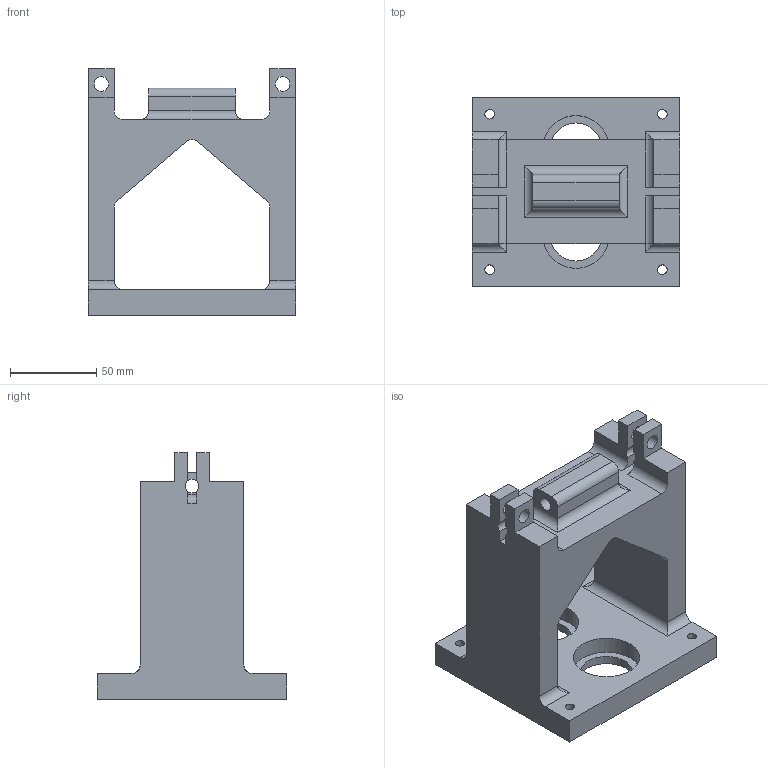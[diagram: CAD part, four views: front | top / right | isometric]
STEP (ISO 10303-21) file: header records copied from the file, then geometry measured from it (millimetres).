
FILE_DESCRIPTION(/* description */ ('Unknown'),/* implementation_level */ '2;1');
FILE_NAME(/* name */ 'Adapter',/* time_stamp */ '2023-02-26T22:07:56-05:00',/* author */ ('Unknown'),/* organization */ ('Unknown'),/* preprocessor_version */ 'ST-DEVELOPER v18.1',/* originating_system */ 'Solid Edge',/* authorisation */ 'Unknown');
FILE_SCHEMA (('AUTOMOTIVE_DESIGN {1 0 10303 214 3 1 1}'));
Length unit declared in the file: millimetre
Products named in the file (1): Adapter
Bounding box: 120 x 110 x 143 mm (x, y, z)
Volume: 545519.9 mm3; surface area: 86339.7 mm2
Topology: 1 solids, 1 shells, 80 faces, 232 edges, 155 vertices
Faces by surface type: plane 44, cylinder 36
Full cylindrical faces by diameter (mm): 5.5 x4, 8 x1, 8.5 x4, 30 x2, 38.5 x2
Entity records: 2580 total; most frequent: CARTESIAN_POINT 437, DIRECTION 436, ORIENTED_EDGE 420, EDGE_CURVE 210, VERTEX_POINT 146, LINE 146, VECTOR 146, AXIS2_PLACEMENT_3D 145
